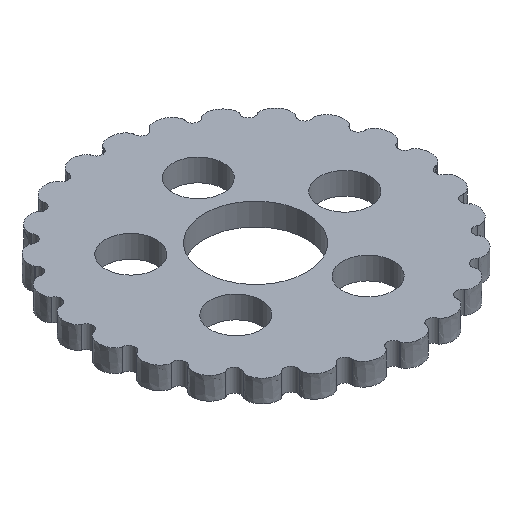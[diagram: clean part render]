
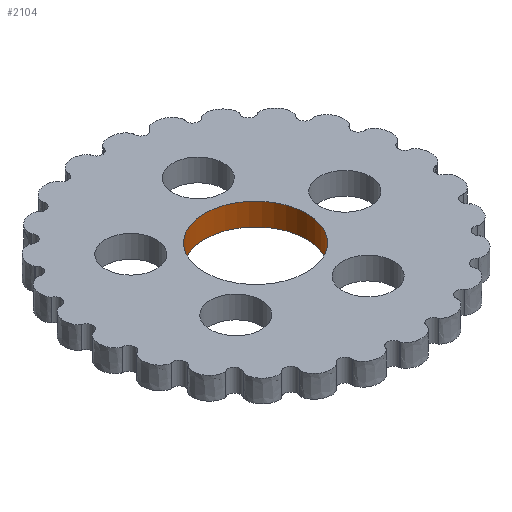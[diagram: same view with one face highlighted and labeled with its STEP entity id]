
A CAD part, isometric view. The second image highlights one B-rep face of the part: STEP entity #2104.
In plain terms, the highlighted cylindrical face has radius 16 mm (diameter 32 mm), a full revolution.
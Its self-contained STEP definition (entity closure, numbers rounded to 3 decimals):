
#53=CYLINDRICAL_SURFACE('',#2258,16.);
#134=FACE_OUTER_BOUND('',#248,.T.);
#248=EDGE_LOOP('',(#1671,#1672,#1673,#1674));
#386=CIRCLE('',#2201,16.);
#405=CIRCLE('',#2259,16.);
#549=LINE('',#5381,#755);
#755=VECTOR('',#2616,16.);
#935=VERTEX_POINT('',#3965);
#992=VERTEX_POINT('',#5380);
#1147=EDGE_CURVE('',#935,#935,#386,.T.);
#1254=EDGE_CURVE('',#935,#992,#549,.T.);
#1255=EDGE_CURVE('',#992,#992,#405,.T.);
#1671=ORIENTED_EDGE('',*,*,#1147,.T.);
#1672=ORIENTED_EDGE('',*,*,#1254,.T.);
#1673=ORIENTED_EDGE('',*,*,#1255,.F.);
#1674=ORIENTED_EDGE('',*,*,#1254,.F.);
#2104=ADVANCED_FACE('',(#134),#53,.F.);
#2201=AXIS2_PLACEMENT_3D('',#3966,#2424,#2425);
#2258=AXIS2_PLACEMENT_3D('',#5379,#2614,#2615);
#2259=AXIS2_PLACEMENT_3D('',#5382,#2617,#2618);
#2424=DIRECTION('center_axis',(0.,0.,1.));
#2425=DIRECTION('ref_axis',(1.,0.,0.));
#2614=DIRECTION('center_axis',(0.,0.,-1.));
#2615=DIRECTION('ref_axis',(1.,0.,0.));
#2616=DIRECTION('',(0.,0.,-1.));
#2617=DIRECTION('center_axis',(0.,0.,1.));
#2618=DIRECTION('ref_axis',(1.,0.,0.));
#3965=CARTESIAN_POINT('',(-16.,0.,7.));
#3966=CARTESIAN_POINT('Origin',(0.,0.,7.));
#5379=CARTESIAN_POINT('Origin',(0.,0.,10.));
#5380=CARTESIAN_POINT('',(-16.,0.,0.));
#5381=CARTESIAN_POINT('',(-16.,0.,10.));
#5382=CARTESIAN_POINT('Origin',(0.,0.,0.));
